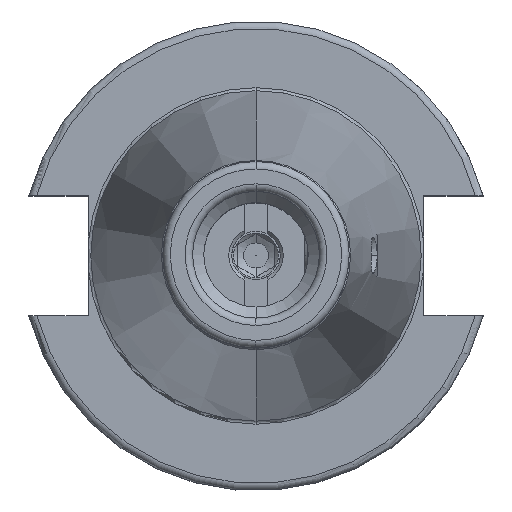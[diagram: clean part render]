
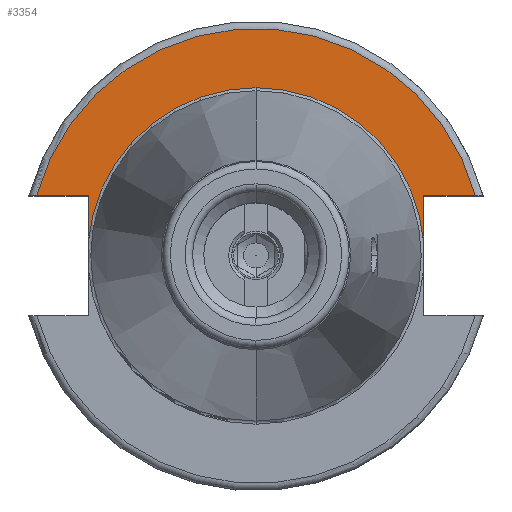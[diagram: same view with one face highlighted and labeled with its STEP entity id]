
A CAD part, top view. The second image highlights one B-rep face of the part: STEP entity #3354.
In plain terms, the highlighted planar face has unit normal (0, 0, 1).
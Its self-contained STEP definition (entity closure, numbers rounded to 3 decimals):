
#900=CARTESIAN_POINT('',(0,0,10));
#901=DIRECTION('',(0,0,1));
#902=DIRECTION('',(0,1,0));
#903=AXIS2_PLACEMENT_3D('',#900,#901,#902);
#984=DIRECTION('',(0,1,0));
#985=VECTOR('',#984,6.317);
#986=CARTESIAN_POINT('',(-22.5,1.733,10));
#987=LINE('',#986,#985);
#988=DIRECTION('',(1,0,0));
#989=VECTOR('',#988,6.918);
#990=CARTESIAN_POINT('',(-29.418,8.05,10));
#991=LINE('',#990,#989);
#992=DIRECTION('',(-1,0,0));
#993=VECTOR('',#992,6.918);
#994=CARTESIAN_POINT('',(29.418,8.05,10));
#995=LINE('',#994,#993);
#996=DIRECTION('',(0,-1,0));
#997=VECTOR('',#996,6.317);
#998=CARTESIAN_POINT('',(22.5,8.05,10));
#999=LINE('',#998,#997);
#1014=CARTESIAN_POINT('',(0,0,10));
#1015=DIRECTION('',(0,0,-1));
#1016=DIRECTION('',(0,1,0));
#1017=AXIS2_PLACEMENT_3D('',#1014,#1015,#1016);
#1145=CARTESIAN_POINT('',(0,0,10));
#1146=DIRECTION('',(0,0,1));
#1147=DIRECTION('',(0.965,0.264,0));
#1148=AXIS2_PLACEMENT_3D('',#1145,#1146,#1147);
#1717=CARTESIAN_POINT('',(0,22.567,10));
#1719=VERTEX_POINT('',#1717);
#1851=CARTESIAN_POINT('',(-22.5,1.733,10));
#1852=CARTESIAN_POINT('',(-22.5,8.05,10));
#1853=VERTEX_POINT('',#1851);
#1854=VERTEX_POINT('',#1852);
#1855=CARTESIAN_POINT('',(-29.418,8.05,10));
#1856=VERTEX_POINT('',#1855);
#1857=CARTESIAN_POINT('',(22.5,8.05,10));
#1858=CARTESIAN_POINT('',(22.5,1.733,10));
#1859=VERTEX_POINT('',#1857);
#1860=VERTEX_POINT('',#1858);
#1867=CARTESIAN_POINT('',(29.418,8.05,10));
#1868=VERTEX_POINT('',#1867);
#3335=CARTESIAN_POINT('',(0,0,10));
#3336=DIRECTION('',(0,0,-1));
#3337=DIRECTION('',(0,-1,0));
#3338=AXIS2_PLACEMENT_3D('',#3335,#3336,#3337);
#3339=PLANE('',#3338);
#3340=ORIENTED_EDGE('',*,*,#3247,.T.);
#3342=ORIENTED_EDGE('',*,*,#3341,.F.);
#3344=ORIENTED_EDGE('',*,*,#3343,.F.);
#3346=ORIENTED_EDGE('',*,*,#3345,.T.);
#3348=ORIENTED_EDGE('',*,*,#3347,.T.);
#3350=ORIENTED_EDGE('',*,*,#3349,.F.);
#3351=ORIENTED_EDGE('',*,*,#3226,.T.);
#3352=EDGE_LOOP('',(#3340,#3342,#3344,#3346,#3348,#3350,#3351));
#3353=FACE_OUTER_BOUND('',#3352,.F.);
#3354=ADVANCED_FACE('',(#3353),#3339,.F.);
#904=CIRCLE('',#903,22.567);
#1018=CIRCLE('',#1017,22.567);
#1149=CIRCLE('',#1148,30.5);
#3226=EDGE_CURVE('',#1719,#1853,#904,.T.);
#3247=EDGE_CURVE('',#1853,#1854,#987,.T.);
#3341=EDGE_CURVE('',#1856,#1854,#991,.T.);
#3343=EDGE_CURVE('',#1868,#1856,#1149,.T.);
#3345=EDGE_CURVE('',#1868,#1859,#995,.T.);
#3347=EDGE_CURVE('',#1859,#1860,#999,.T.);
#3349=EDGE_CURVE('',#1719,#1860,#1018,.T.);
